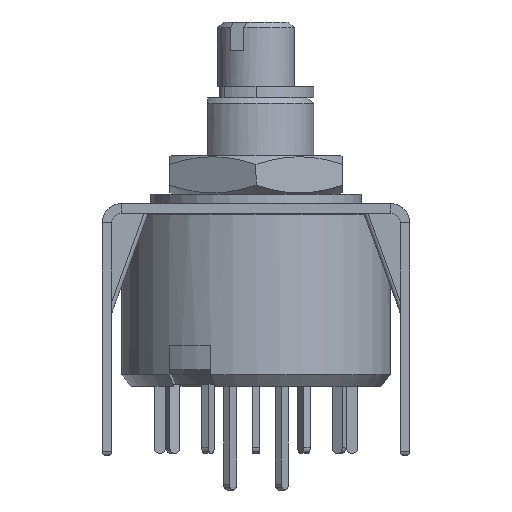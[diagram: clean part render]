
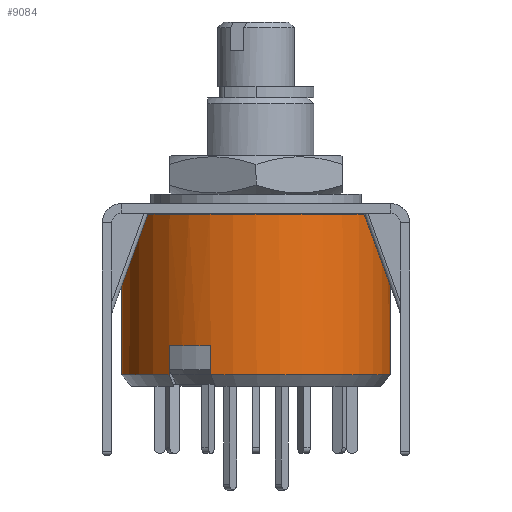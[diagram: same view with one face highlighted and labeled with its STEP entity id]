
A CAD part, front view. The second image highlights one B-rep face of the part: STEP entity #9084.
In plain terms, the highlighted cylindrical face has radius 7 mm (diameter 14 mm), a partial arc.
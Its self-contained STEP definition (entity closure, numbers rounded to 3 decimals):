
#85 = VERTEX_POINT ( 'NONE', #11419 ) ;
#101 = DIRECTION ( 'NONE',  ( 0., 0., -1. ) ) ;
#250 = FACE_OUTER_BOUND ( 'NONE', #2978, .T. ) ;
#288 = ORIENTED_EDGE ( 'NONE', *, *, #2280, .T. ) ;
#412 = VECTOR ( 'NONE', #6396, 1000. ) ;
#541 = EDGE_CURVE ( 'NONE', #13273, #12527, #967, .T. ) ;
#967 = CIRCLE ( 'NONE', #9933, 7. ) ;
#1288 = VERTEX_POINT ( 'NONE', #7656 ) ;
#1385 = AXIS2_PLACEMENT_3D ( 'NONE', #10024, #11460, #15540 ) ;
#1642 = AXIS2_PLACEMENT_3D ( 'NONE', #14356, #6008, #7400 ) ;
#1820 = DIRECTION ( 'NONE',  ( 0., 0., -1. ) ) ;
#2280 = EDGE_CURVE ( 'NONE', #14454, #12527, #3566, .T. ) ;
#2629 = CARTESIAN_POINT ( 'NONE',  ( 7., 0., -7.4 ) ) ;
#2668 = AXIS2_PLACEMENT_3D ( 'NONE', #2838, #12770, #9965 ) ;
#2838 = CARTESIAN_POINT ( 'NONE',  ( 0., 0., -5.9 ) ) ;
#2978 = EDGE_LOOP ( 'NONE', ( #9903, #3669, #11762, #11190, #4487, #10125, #288, #7249 ) ) ;
#3183 = CARTESIAN_POINT ( 'NONE',  ( -4.526, -5.34, -5.9 ) ) ;
#3207 = EDGE_CURVE ( 'NONE', #1288, #11879, #4862, .T. ) ;
#3312 = CIRCLE ( 'NONE', #1385, 7. ) ;
#3503 = CARTESIAN_POINT ( 'NONE',  ( 7., 0., 9. ) ) ;
#3566 = LINE ( 'NONE', #14284, #5323 ) ;
#3658 = CARTESIAN_POINT ( 'NONE',  ( -7., 0., 9. ) ) ;
#3669 = ORIENTED_EDGE ( 'NONE', *, *, #11086, .T. ) ;
#3912 = CARTESIAN_POINT ( 'NONE',  ( 7., 0., 0.95 ) ) ;
#4197 = LINE ( 'NONE', #17438, #412 ) ;
#4216 = EDGE_CURVE ( 'NONE', #1288, #17598, #4197, .T. ) ;
#4487 = ORIENTED_EDGE ( 'NONE', *, *, #4216, .T. ) ;
#4534 = VERTEX_POINT ( 'NONE', #3912 ) ;
#4846 = VECTOR ( 'NONE', #6297, 1000. ) ;
#4862 = CIRCLE ( 'NONE', #1642, 7. ) ;
#5323 = VECTOR ( 'NONE', #1820, 1000. ) ;
#5428 = VECTOR ( 'NONE', #12079, 1000. ) ;
#6008 = DIRECTION ( 'NONE',  ( 0., 0., -1. ) ) ;
#6297 = DIRECTION ( 'NONE',  ( 0., 0., -1. ) ) ;
#6396 = DIRECTION ( 'NONE',  ( 0., 0., 1. ) ) ;
#7249 = ORIENTED_EDGE ( 'NONE', *, *, #541, .F. ) ;
#7400 = DIRECTION ( 'NONE',  ( 1., 0., 0. ) ) ;
#7656 = CARTESIAN_POINT ( 'NONE',  ( -4.526, -5.34, -7.4 ) ) ;
#8258 = EDGE_CURVE ( 'NONE', #17598, #14454, #8862, .T. ) ;
#8391 = CARTESIAN_POINT ( 'NONE',  ( 0., 0., -7.4 ) ) ;
#8576 = EDGE_CURVE ( 'NONE', #4534, #13273, #12392, .T. ) ;
#8653 = CARTESIAN_POINT ( 'NONE',  ( -2.361, -6.59, -7.4 ) ) ;
#8862 = CIRCLE ( 'NONE', #2668, 7. ) ;
#8888 = DIRECTION ( 'NONE',  ( 0., 0., -1. ) ) ;
#9016 = CARTESIAN_POINT ( 'NONE',  ( 0., 0., 9. ) ) ;
#9084 = ADVANCED_FACE ( 'NONE', ( #250 ), #13390, .T. ) ;
#9903 = ORIENTED_EDGE ( 'NONE', *, *, #8576, .F. ) ;
#9933 = AXIS2_PLACEMENT_3D ( 'NONE', #8391, #101, #9969 ) ;
#9965 = DIRECTION ( 'NONE',  ( -1., 0., 0. ) ) ;
#9969 = DIRECTION ( 'NONE',  ( 1., 0., 0. ) ) ;
#10024 = CARTESIAN_POINT ( 'NONE',  ( 0., 0., 0.95 ) ) ;
#10125 = ORIENTED_EDGE ( 'NONE', *, *, #8258, .T. ) ;
#11086 = EDGE_CURVE ( 'NONE', #4534, #85, #3312, .T. ) ;
#11190 = ORIENTED_EDGE ( 'NONE', *, *, #3207, .F. ) ;
#11419 = CARTESIAN_POINT ( 'NONE',  ( -7., 0., 0.95 ) ) ;
#11460 = DIRECTION ( 'NONE',  ( 0., 0., -1. ) ) ;
#11762 = ORIENTED_EDGE ( 'NONE', *, *, #13897, .T. ) ;
#11877 = CARTESIAN_POINT ( 'NONE',  ( -2.361, -6.59, -5.9 ) ) ;
#11879 = VERTEX_POINT ( 'NONE', #16049 ) ;
#12079 = DIRECTION ( 'NONE',  ( 0., 0., -1. ) ) ;
#12392 = LINE ( 'NONE', #3503, #4846 ) ;
#12527 = VERTEX_POINT ( 'NONE', #8653 ) ;
#12770 = DIRECTION ( 'NONE',  ( 0., 0., 1. ) ) ;
#13273 = VERTEX_POINT ( 'NONE', #2629 ) ;
#13390 = CYLINDRICAL_SURFACE ( 'NONE', #17977, 7. ) ;
#13897 = EDGE_CURVE ( 'NONE', #85, #11879, #16780, .T. ) ;
#14284 = CARTESIAN_POINT ( 'NONE',  ( -2.361, -6.59, 9. ) ) ;
#14356 = CARTESIAN_POINT ( 'NONE',  ( 0., 0., -7.4 ) ) ;
#14454 = VERTEX_POINT ( 'NONE', #11877 ) ;
#15540 = DIRECTION ( 'NONE',  ( -1., 0., 0. ) ) ;
#16049 = CARTESIAN_POINT ( 'NONE',  ( -7., 0., -7.4 ) ) ;
#16780 = LINE ( 'NONE', #3658, #5428 ) ;
#17262 = DIRECTION ( 'NONE',  ( -1., 0., 0. ) ) ;
#17438 = CARTESIAN_POINT ( 'NONE',  ( -4.526, -5.34, 9. ) ) ;
#17598 = VERTEX_POINT ( 'NONE', #3183 ) ;
#17977 = AXIS2_PLACEMENT_3D ( 'NONE', #9016, #8888, #17262 ) ;
